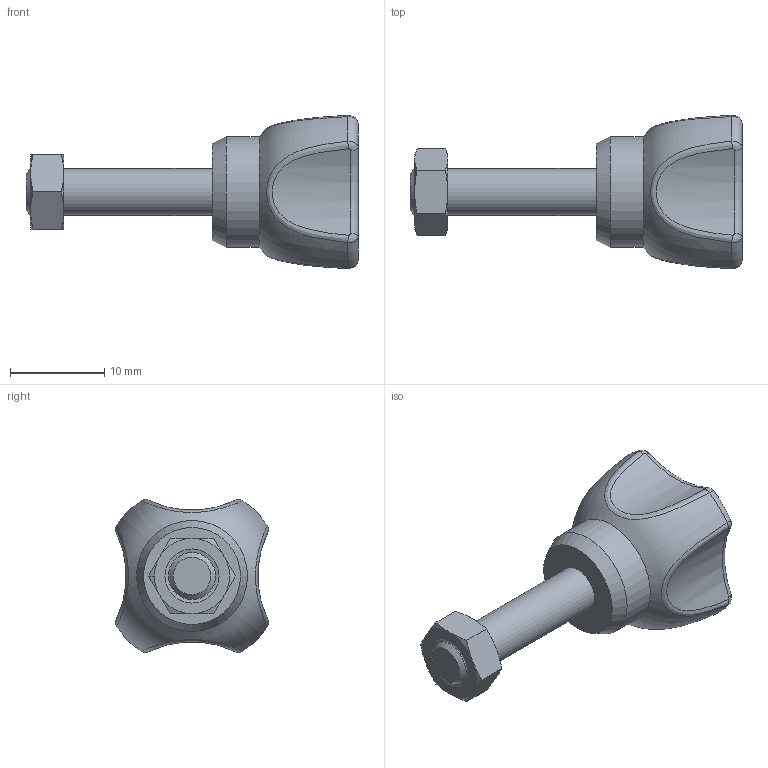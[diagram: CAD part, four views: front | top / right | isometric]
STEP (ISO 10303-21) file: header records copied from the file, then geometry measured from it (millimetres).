
FILE_DESCRIPTION(('FreeCAD Model'),'2;1');
FILE_NAME('Open CASCADE Shape Model','2025-02-07T10:18:56',(''),(''), 'Open CASCADE STEP processor 7.6','FreeCAD','Unknown');
FILE_SCHEMA(('AUTOMOTIVE_DESIGN { 1 0 10303 214 1 1 1 1 }'));
Length unit declared in the file: millimetre
Products named in the file (4): knob002; M5x30-Screw002; knob_short003; M5-Nut004
Assembly tree (3 placements, depth 2):
  knob002
    M5x30-Screw002
    knob_short003
    M5-Nut004
Bounding box: 35.3 x 16.29 x 16.29 mm (x, y, z)
Volume: 2957.4 mm3; surface area: 2228.8 mm2
Topology: 3 solids, 3 shells, 95 faces, 216 edges, 124 vertices
Faces by surface type: plane 27, cone 24, bspline 18, cylinder 15, torus 9, revolution 2
Full cylindrical faces by diameter (mm): 4.134 x1, 5 x2, 7.5 x1, 11.8 x1
Entity records: 7452 total; most frequent: CARTESIAN_POINT 5278, DIRECTION 474, ORIENTED_EDGE 420, AXIS2_PLACEMENT_3D 210, EDGE_CURVE 210, VERTEX_POINT 124, FACE_BOUND 102, EDGE_LOOP 102
